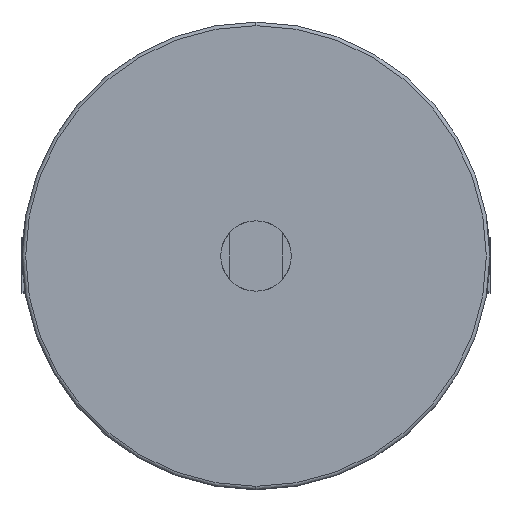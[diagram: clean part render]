
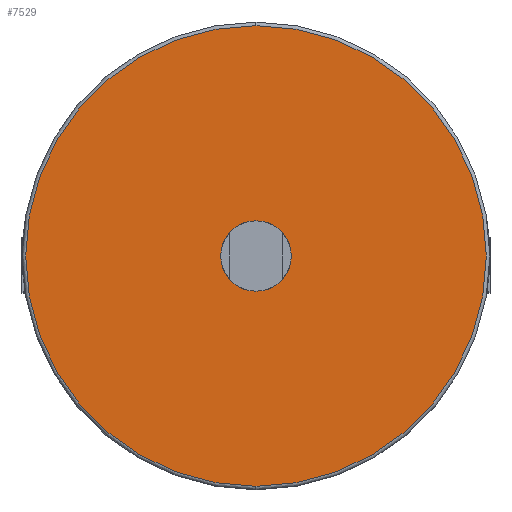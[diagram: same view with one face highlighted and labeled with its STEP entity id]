
A CAD part, left-side view. The second image highlights one B-rep face of the part: STEP entity #7529.
In plain terms, the highlighted planar face has unit normal (-1, 0, 0).
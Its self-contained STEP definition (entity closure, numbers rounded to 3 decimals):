
#102 = PLANE ( 'NONE',  #11268 ) ;
#365 = VERTEX_POINT ( 'NONE', #4587 ) ;
#1563 = EDGE_CURVE ( 'NONE', #14747, #365, #3841, .T. ) ;
#1572 = CARTESIAN_POINT ( 'NONE',  ( -300., 0., 0. ) ) ;
#1681 = EDGE_CURVE ( 'NONE', #11361, #14038, #12065, .T. ) ;
#1682 = AXIS2_PLACEMENT_3D ( 'NONE', #1572, #9795, #2747 ) ;
#1870 = CARTESIAN_POINT ( 'NONE',  ( -300., 0., 0. ) ) ;
#2329 = CARTESIAN_POINT ( 'NONE',  ( -300., 0., 0. ) ) ;
#2449 = DIRECTION ( 'NONE',  ( -1., 0., 0. ) ) ;
#2747 = DIRECTION ( 'NONE',  ( 0., 0., 1. ) ) ;
#3039 = DIRECTION ( 'NONE',  ( 0., 0., 1. ) ) ;
#3511 = DIRECTION ( 'NONE',  ( 0., 0., 1. ) ) ;
#3841 = CIRCLE ( 'NONE', #1682, 10. ) ;
#4504 = DIRECTION ( 'NONE',  ( -1., 0., 0. ) ) ;
#4587 = CARTESIAN_POINT ( 'NONE',  ( -300., 0., -10. ) ) ;
#5746 = CIRCLE ( 'NONE', #13307, 65.5 ) ;
#7529 = ADVANCED_FACE ( 'NONE', ( #9487, #12527 ), #102, .T. ) ;
#7674 = CARTESIAN_POINT ( 'NONE',  ( -300., 0., 10. ) ) ;
#7965 = AXIS2_PLACEMENT_3D ( 'NONE', #1870, #10080, #3039 ) ;
#8157 = CIRCLE ( 'NONE', #8960, 10. ) ;
#8311 = CARTESIAN_POINT ( 'NONE',  ( -300., 66.5, 0. ) ) ;
#8960 = AXIS2_PLACEMENT_3D ( 'NONE', #11513, #4504, #12675 ) ;
#9169 = CARTESIAN_POINT ( 'NONE',  ( -300., 0., -65.5 ) ) ;
#9487 = FACE_OUTER_BOUND ( 'NONE', #12441, .T. ) ;
#9623 = ORIENTED_EDGE ( 'NONE', *, *, #10265, .F. ) ;
#9795 = DIRECTION ( 'NONE',  ( -1., 0., 0. ) ) ;
#10080 = DIRECTION ( 'NONE',  ( -1., 0., 0. ) ) ;
#10265 = EDGE_CURVE ( 'NONE', #365, #14747, #8157, .T. ) ;
#10317 = EDGE_LOOP ( 'NONE', ( #9623, #12297 ) ) ;
#10328 = ORIENTED_EDGE ( 'NONE', *, *, #1681, .T. ) ;
#10455 = ORIENTED_EDGE ( 'NONE', *, *, #10837, .T. ) ;
#10553 = DIRECTION ( 'NONE',  ( -1., 0., 0. ) ) ;
#10671 = DIRECTION ( 'NONE',  ( 0., 0., 1. ) ) ;
#10837 = EDGE_CURVE ( 'NONE', #14038, #11361, #5746, .T. ) ;
#10968 = CARTESIAN_POINT ( 'NONE',  ( -300., 0., 65.5 ) ) ;
#11268 = AXIS2_PLACEMENT_3D ( 'NONE', #8311, #2449, #10671 ) ;
#11361 = VERTEX_POINT ( 'NONE', #10968 ) ;
#11513 = CARTESIAN_POINT ( 'NONE',  ( -300., 0., 0. ) ) ;
#12065 = CIRCLE ( 'NONE', #7965, 65.5 ) ;
#12297 = ORIENTED_EDGE ( 'NONE', *, *, #1563, .F. ) ;
#12441 = EDGE_LOOP ( 'NONE', ( #10328, #10455 ) ) ;
#12527 = FACE_BOUND ( 'NONE', #10317, .T. ) ;
#12675 = DIRECTION ( 'NONE',  ( 0., 0., 1. ) ) ;
#13307 = AXIS2_PLACEMENT_3D ( 'NONE', #2329, #10553, #3511 ) ;
#14038 = VERTEX_POINT ( 'NONE', #9169 ) ;
#14747 = VERTEX_POINT ( 'NONE', #7674 ) ;
